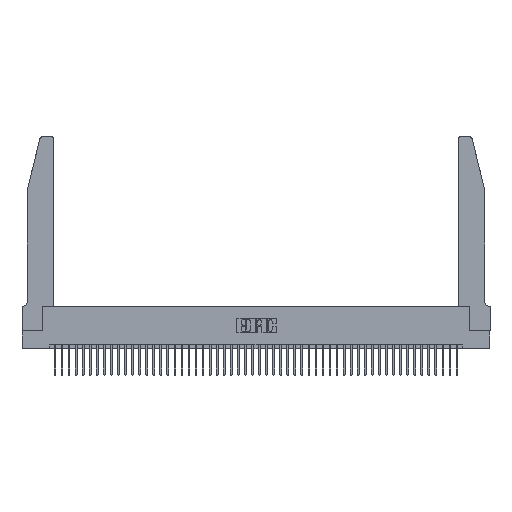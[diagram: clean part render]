
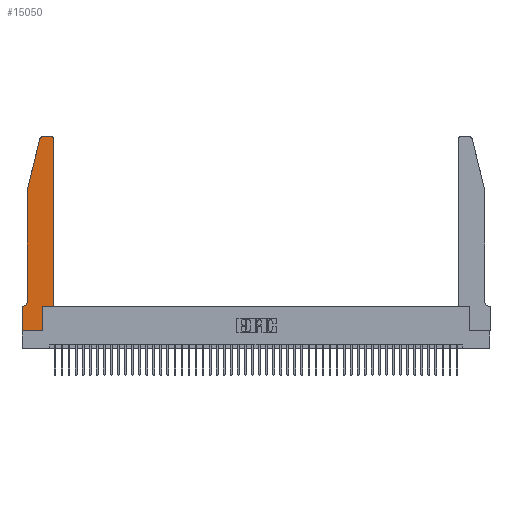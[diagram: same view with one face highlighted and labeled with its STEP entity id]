
A CAD part, top view. The second image highlights one B-rep face of the part: STEP entity #15050.
In plain terms, the highlighted planar face has unit normal (0, 0, 1).
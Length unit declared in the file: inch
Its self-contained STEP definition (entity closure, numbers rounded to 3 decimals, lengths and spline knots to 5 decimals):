
#995 = DIRECTION ( 'NONE',  ( 1., 0., 0. ) ) ;
#1019 = ORIENTED_EDGE ( 'NONE', *, *, #1219, .T. ) ;
#1219 = EDGE_CURVE ( 'NONE', #45868, #7443, #32638, .T. ) ;
#1570 = EDGE_CURVE ( 'NONE', #30207, #44349, #20428, .T. ) ;
#1861 = ORIENTED_EDGE ( 'NONE', *, *, #26741, .T. ) ;
#2207 = CIRCLE ( 'NONE', #31082, 0.07 ) ;
#3404 = CARTESIAN_POINT ( 'NONE',  ( 0.0755, 2., 0.37 ) ) ;
#4580 = DIRECTION ( 'NONE',  ( 0., -1., 0. ) ) ;
#4675 = DIRECTION ( 'NONE',  ( 0., 0., 1. ) ) ;
#4751 = VECTOR ( 'NONE', #22277, 39.37008 ) ;
#4828 = VERTEX_POINT ( 'NONE', #19348 ) ;
#6008 = CARTESIAN_POINT ( 'NONE',  ( 0.2865, 0.35, 0.37 ) ) ;
#6219 = DIRECTION ( 'NONE',  ( 1., 0., 0. ) ) ;
#6785 = EDGE_CURVE ( 'NONE', #33604, #13094, #29827, .T. ) ;
#7380 = ORIENTED_EDGE ( 'NONE', *, *, #45023, .T. ) ;
#7443 = VERTEX_POINT ( 'NONE', #22868 ) ;
#7779 = CIRCLE ( 'NONE', #23154, 0.03 ) ;
#7994 = CARTESIAN_POINT ( 'NONE',  ( 0.2605, 2.75, 0.37 ) ) ;
#8421 = CARTESIAN_POINT ( 'NONE',  ( 0., 0.35, 0.37 ) ) ;
#9489 = CARTESIAN_POINT ( 'NONE',  ( 0.4505, 0.35, 0.37 ) ) ;
#9894 = DIRECTION ( 'NONE',  ( -1., 0., 0. ) ) ;
#11149 = LINE ( 'NONE', #43195, #30925 ) ;
#11545 = CARTESIAN_POINT ( 'NONE',  ( 0.2865, 0.35, 0.37 ) ) ;
#11749 = DIRECTION ( 'NONE',  ( -1., 0., 0. ) ) ;
#12707 = VECTOR ( 'NONE', #6219, 39.37008 ) ;
#13094 = VERTEX_POINT ( 'NONE', #18539 ) ;
#14353 = ORIENTED_EDGE ( 'NONE', *, *, #29283, .T. ) ;
#14865 = ORIENTED_EDGE ( 'NONE', *, *, #37029, .T. ) ;
#14946 = LINE ( 'NONE', #6008, #24922 ) ;
#15050 = ADVANCED_FACE ( 'NONE', ( #21329 ), #30353, .T. ) ;
#15177 = DIRECTION ( 'NONE',  ( -0.239, -0.971, 0. ) ) ;
#15414 = DIRECTION ( 'NONE',  ( 1., 0., 0. ) ) ;
#15816 = DIRECTION ( 'NONE',  ( 0., 0., -1. ) ) ;
#16519 = LINE ( 'NONE', #9489, #25172 ) ;
#17153 = CARTESIAN_POINT ( 'NONE',  ( 0., 0., 0.37 ) ) ;
#18528 = ORIENTED_EDGE ( 'NONE', *, *, #1570, .T. ) ;
#18539 = CARTESIAN_POINT ( 'NONE',  ( 0.0755, 2., 0.37 ) ) ;
#18809 = VECTOR ( 'NONE', #15177, 39.37008 ) ;
#19348 = CARTESIAN_POINT ( 'NONE',  ( 0.4205, 2.75, 0.37 ) ) ;
#19812 = DIRECTION ( 'NONE',  ( 0., 1., 0. ) ) ;
#20007 = ORIENTED_EDGE ( 'NONE', *, *, #24541, .T. ) ;
#20428 = LINE ( 'NONE', #26883, #42452 ) ;
#20870 = DIRECTION ( 'NONE',  ( 0., 1., 0. ) ) ;
#21329 = FACE_OUTER_BOUND ( 'NONE', #35393, .T. ) ;
#22277 = DIRECTION ( 'NONE',  ( 0., -1., 0. ) ) ;
#22868 = CARTESIAN_POINT ( 'NONE',  ( 0.4505, 2.72, 0.37 ) ) ;
#23154 = AXIS2_PLACEMENT_3D ( 'NONE', #39890, #36005, #36316 ) ;
#23306 = DIRECTION ( 'NONE',  ( 0., 0., 1. ) ) ;
#23345 = EDGE_CURVE ( 'NONE', #7443, #4828, #7779, .T. ) ;
#23855 = VERTEX_POINT ( 'NONE', #24779 ) ;
#23926 = AXIS2_PLACEMENT_3D ( 'NONE', #27204, #23306, #995 ) ;
#24541 = EDGE_CURVE ( 'NONE', #28769, #30207, #11149, .T. ) ;
#24779 = CARTESIAN_POINT ( 'NONE',  ( 0.0755, 0.42, 0.37 ) ) ;
#24922 = VECTOR ( 'NONE', #20870, 39.37008 ) ;
#25172 = VECTOR ( 'NONE', #35642, 39.37008 ) ;
#26404 = ORIENTED_EDGE ( 'NONE', *, *, #23345, .T. ) ;
#26741 = EDGE_CURVE ( 'NONE', #47064, #45868, #16519, .T. ) ;
#26883 = CARTESIAN_POINT ( 'NONE',  ( 0., 0., 0.37 ) ) ;
#27204 = CARTESIAN_POINT ( 'NONE',  ( 0.284, 2.72, 0.37 ) ) ;
#27704 = CARTESIAN_POINT ( 'NONE',  ( 0.0055, 0.35, 0.37 ) ) ;
#27724 = CARTESIAN_POINT ( 'NONE',  ( 0.4505, 0.35, 0.37 ) ) ;
#27757 = AXIS2_PLACEMENT_3D ( 'NONE', #8421, #4675, #15414 ) ;
#27896 = EDGE_CURVE ( 'NONE', #13094, #23855, #43125, .T. ) ;
#28769 = VERTEX_POINT ( 'NONE', #27704 ) ;
#29283 = EDGE_CURVE ( 'NONE', #38820, #33604, #31957, .T. ) ;
#29344 = ORIENTED_EDGE ( 'NONE', *, *, #30804, .T. ) ;
#29394 = VECTOR ( 'NONE', #11749, 39.37008 ) ;
#29827 = LINE ( 'NONE', #33990, #18809 ) ;
#30207 = VERTEX_POINT ( 'NONE', #43661 ) ;
#30353 = PLANE ( 'NONE',  #27757 ) ;
#30579 = VERTEX_POINT ( 'NONE', #41344 ) ;
#30804 = EDGE_CURVE ( 'NONE', #44349, #30579, #43504, .T. ) ;
#30925 = VECTOR ( 'NONE', #9894, 39.37008 ) ;
#31010 = EDGE_CURVE ( 'NONE', #23855, #28769, #2207, .T. ) ;
#31082 = AXIS2_PLACEMENT_3D ( 'NONE', #35101, #15816, #41789 ) ;
#31957 = CIRCLE ( 'NONE', #23926, 0.03 ) ;
#32638 = LINE ( 'NONE', #27724, #44835 ) ;
#33604 = VERTEX_POINT ( 'NONE', #46752 ) ;
#33990 = CARTESIAN_POINT ( 'NONE',  ( 0.0755, 2., 0.37 ) ) ;
#34610 = LINE ( 'NONE', #7994, #29394 ) ;
#35101 = CARTESIAN_POINT ( 'NONE',  ( 0.0055, 0.42, 0.37 ) ) ;
#35393 = EDGE_LOOP ( 'NONE', ( #14865, #14353, #38859, #36465, #42032, #20007, #18528, #29344, #7380, #1861, #1019, #26404 ) ) ;
#35642 = DIRECTION ( 'NONE',  ( 1., 0., 0. ) ) ;
#36005 = DIRECTION ( 'NONE',  ( 0., 0., 1. ) ) ;
#36316 = DIRECTION ( 'NONE',  ( 1., 0., 0. ) ) ;
#36465 = ORIENTED_EDGE ( 'NONE', *, *, #27896, .T. ) ;
#37029 = EDGE_CURVE ( 'NONE', #4828, #38820, #34610, .T. ) ;
#38820 = VERTEX_POINT ( 'NONE', #44928 ) ;
#38859 = ORIENTED_EDGE ( 'NONE', *, *, #6785, .T. ) ;
#39890 = CARTESIAN_POINT ( 'NONE',  ( 0.4205, 2.72, 0.37 ) ) ;
#40060 = CARTESIAN_POINT ( 'NONE',  ( 0.4505, 0.35, 0.37 ) ) ;
#41344 = CARTESIAN_POINT ( 'NONE',  ( 0.2865, 0., 0.37 ) ) ;
#41789 = DIRECTION ( 'NONE',  ( -1., 0., 0. ) ) ;
#42032 = ORIENTED_EDGE ( 'NONE', *, *, #31010, .T. ) ;
#42452 = VECTOR ( 'NONE', #4580, 39.37008 ) ;
#43125 = LINE ( 'NONE', #3404, #4751 ) ;
#43195 = CARTESIAN_POINT ( 'NONE',  ( 0.0755, 0.35, 0.37 ) ) ;
#43504 = LINE ( 'NONE', #17153, #12707 ) ;
#43661 = CARTESIAN_POINT ( 'NONE',  ( 0., 0.35, 0.37 ) ) ;
#44349 = VERTEX_POINT ( 'NONE', #46357 ) ;
#44835 = VECTOR ( 'NONE', #19812, 39.37008 ) ;
#44928 = CARTESIAN_POINT ( 'NONE',  ( 0.284, 2.75, 0.37 ) ) ;
#45023 = EDGE_CURVE ( 'NONE', #30579, #47064, #14946, .T. ) ;
#45868 = VERTEX_POINT ( 'NONE', #40060 ) ;
#46357 = CARTESIAN_POINT ( 'NONE',  ( 0., 0., 0.37 ) ) ;
#46752 = CARTESIAN_POINT ( 'NONE',  ( 0.25487, 2.72718, 0.37 ) ) ;
#47064 = VERTEX_POINT ( 'NONE', #11545 ) ;
